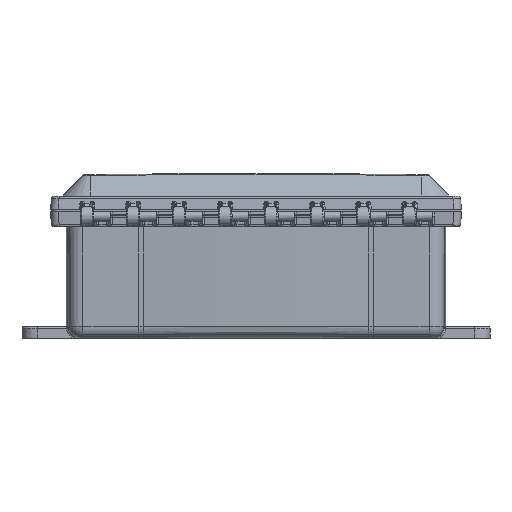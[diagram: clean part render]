
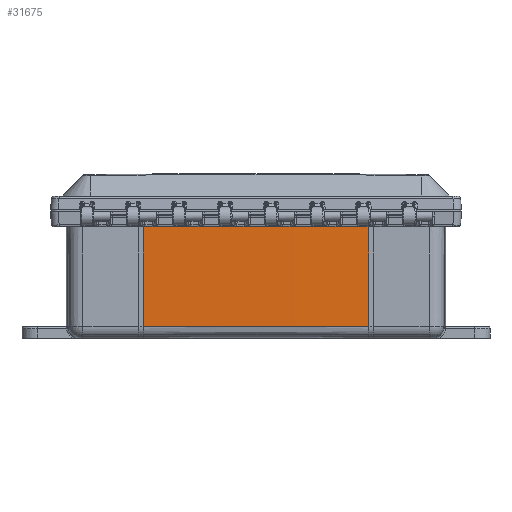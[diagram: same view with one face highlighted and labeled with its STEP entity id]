
A CAD part, left-side view. The second image highlights one B-rep face of the part: STEP entity #31675.
In plain terms, the highlighted conical face has half-angle 0.25 degrees and reference radius 2858.27 mm.
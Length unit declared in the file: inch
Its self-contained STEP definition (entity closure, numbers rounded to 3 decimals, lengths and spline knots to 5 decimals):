
#314 = ORIENTED_EDGE ( 'NONE', *, *, #9086, .F. ) ;
#2408 = ORIENTED_EDGE ( 'NONE', *, *, #37580, .T. ) ;
#6987 = VERTEX_POINT ( 'NONE', #67995 ) ;
#9086 = EDGE_CURVE ( 'NONE', #85757, #111175, #78150, .T. ) ;
#10282 = DIRECTION ( 'NONE',  ( 1., 0., 0. ) ) ;
#14175 = CONICAL_SURFACE ( 'NONE', #69601, 112.53036, 0.004 ) ;
#16429 = CIRCLE ( 'NONE', #81102, 112.53036 ) ;
#27050 = LINE ( 'NONE', #56481, #87420 ) ;
#31675 = ADVANCED_FACE ( 'NONE', ( #82607 ), #14175, .T. ) ;
#33895 = CARTESIAN_POINT ( 'NONE',  ( 107.32875, 0., 1.61528 ) ) ;
#37580 = EDGE_CURVE ( 'NONE', #6987, #49906, #16429, .T. ) ;
#38006 = CARTESIAN_POINT ( 'NONE',  ( 107.32875, 0., 1.61528 ) ) ;
#38590 = DIRECTION ( 'NONE',  ( 0., 0., 1. ) ) ;
#41054 = CARTESIAN_POINT ( 'NONE',  ( 107.32875, 0., -1.9317 ) ) ;
#49906 = VERTEX_POINT ( 'NONE', #53837 ) ;
#53837 = CARTESIAN_POINT ( 'NONE',  ( -5.14177, 3.66936, 1.61528 ) ) ;
#56481 = CARTESIAN_POINT ( 'NONE',  ( -5.1263, 3.66885, -1.9317 ) ) ;
#57856 = DIRECTION ( 'NONE',  ( 1., 0., 0. ) ) ;
#58038 = LINE ( 'NONE', #83564, #102531 ) ;
#62506 = CARTESIAN_POINT ( 'NONE',  ( -5.1263, -3.66885, -1.9317 ) ) ;
#66480 = EDGE_CURVE ( 'NONE', #85757, #6987, #58038, .T. ) ;
#66557 = DIRECTION ( 'NONE',  ( 0., 0., -1. ) ) ;
#67995 = CARTESIAN_POINT ( 'NONE',  ( -5.14177, -3.66936, 1.61528 ) ) ;
#69601 = AXIS2_PLACEMENT_3D ( 'NONE', #38006, #38590, #10282 ) ;
#73871 = DIRECTION ( 'NONE',  ( 0.004, 0., -1. ) ) ;
#78150 = CIRCLE ( 'NONE', #87406, 112.51488 ) ;
#81102 = AXIS2_PLACEMENT_3D ( 'NONE', #33895, #104513, #86578 ) ;
#82607 = FACE_OUTER_BOUND ( 'NONE', #108018, .T. ) ;
#83564 = CARTESIAN_POINT ( 'NONE',  ( -5.14177, -3.66936, 1.61528 ) ) ;
#85757 = VERTEX_POINT ( 'NONE', #62506 ) ;
#86578 = DIRECTION ( 'NONE',  ( -1., 0., 0. ) ) ;
#87406 = AXIS2_PLACEMENT_3D ( 'NONE', #41054, #66557, #57856 ) ;
#87420 = VECTOR ( 'NONE', #73871, 39.37008 ) ;
#97788 = EDGE_CURVE ( 'NONE', #49906, #111175, #27050, .T. ) ;
#99211 = ORIENTED_EDGE ( 'NONE', *, *, #66480, .T. ) ;
#102531 = VECTOR ( 'NONE', #109597, 39.37008 ) ;
#104513 = DIRECTION ( 'NONE',  ( 0., 0., -1. ) ) ;
#104600 = CARTESIAN_POINT ( 'NONE',  ( -5.1263, 3.66885, -1.9317 ) ) ;
#106837 = ORIENTED_EDGE ( 'NONE', *, *, #97788, .T. ) ;
#108018 = EDGE_LOOP ( 'NONE', ( #2408, #106837, #314, #99211 ) ) ;
#109597 = DIRECTION ( 'NONE',  ( -0.004, 0., 1. ) ) ;
#111175 = VERTEX_POINT ( 'NONE', #104600 ) ;
